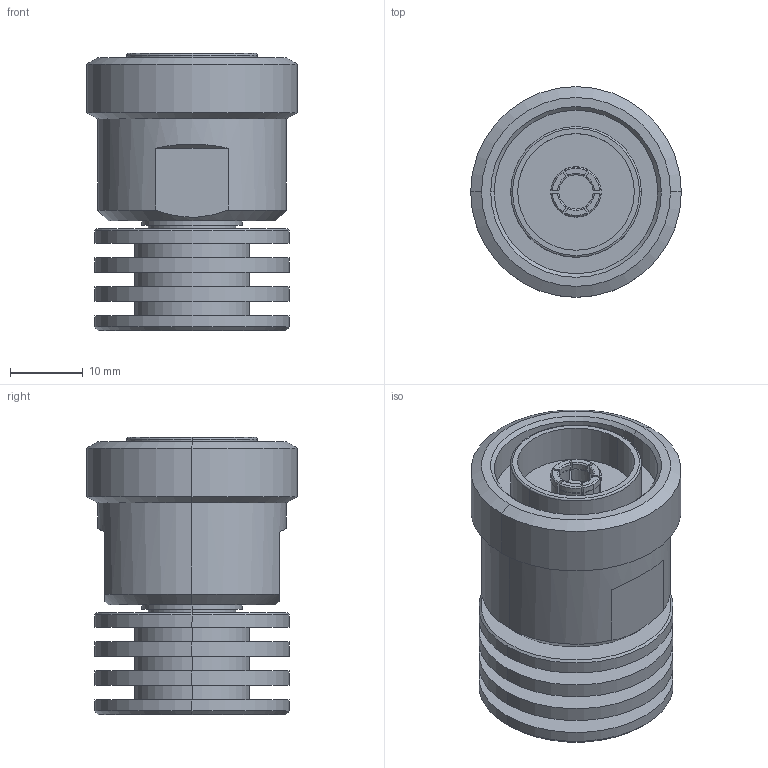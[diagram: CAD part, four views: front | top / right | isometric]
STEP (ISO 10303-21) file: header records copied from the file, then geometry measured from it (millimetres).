
FILE_DESCRIPTION (( 'STEP AP214' ), '1' );
FILE_NAME ('J01124A0002.STEP', '2019-12-03T14:45:25', ( '' ), ( '' ), 'SwSTEP 2.0', 'SolidWorks 2018', '' );
FILE_SCHEMA (( 'AUTOMOTIVE_DESIGN' ));
Length unit declared in the file: millimetre
Products named in the file (1): J01124A0002
Bounding box: 29 x 29 x 38.13 mm (x, y, z)
Volume: 16955 mm3; surface area: 8141.9 mm2
Topology: 1 solids, 1 shells, 133 faces, 322 edges, 209 vertices
Faces by surface type: cylinder 56, plane 42, cone 26, torus 9
Entity records: 5473 total; most frequent: CARTESIAN_POINT 875, DIRECTION 668, ORIENTED_EDGE 644, EDGE_CURVE 322, AXIS2_PLACEMENT_3D 266, VERTEX_POINT 209, EDGE_LOOP 151, LINE 136
